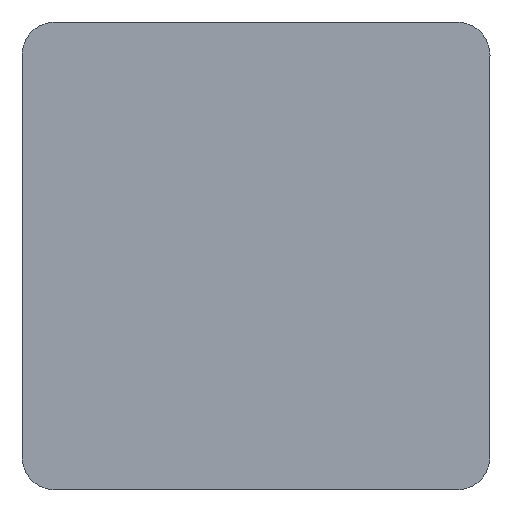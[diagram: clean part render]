
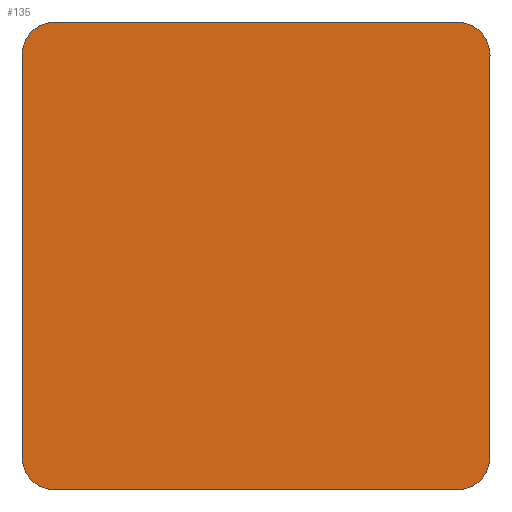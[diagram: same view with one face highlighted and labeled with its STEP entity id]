
A CAD part, top view. The second image highlights one B-rep face of the part: STEP entity #135.
In plain terms, the highlighted planar face has unit normal (0, 0, 1).
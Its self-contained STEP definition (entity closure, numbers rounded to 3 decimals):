
#91=VERTEX_POINT('',#228);
#93=VERTEX_POINT('',#230);
#113=EDGE_CURVE('',#141,#169,#253,.T.);
#119=EDGE_CURVE('',#177,#141,#260,.T.);
#121=EDGE_CURVE('',#147,#93,#262,.T.);
#129=EDGE_CURVE('',#93,#91,#270,.T.);
#135=ADVANCED_FACE('',(#276),#277,.T.);
#141=VERTEX_POINT('',#284);
#143=VERTEX_POINT('',#286);
#147=VERTEX_POINT('',#290);
#153=EDGE_CURVE('',#91,#177,#296,.T.);
#159=VERTEX_POINT('',#303);
#169=VERTEX_POINT('',#314);
#173=EDGE_CURVE('',#143,#159,#318,.T.);
#177=VERTEX_POINT('',#322);
#185=EDGE_CURVE('',#159,#147,#330,.T.);
#189=EDGE_CURVE('',#169,#143,#334,.T.);
#228=CARTESIAN_POINT('',(0.0,0.5,0.0));
#230=CARTESIAN_POINT('',(0.,6.5,0.0));
#253=CIRCLE('',#404,0.5);
#260=LINE('',#412,#413);
#262=CIRCLE('',#416,0.5);
#270=LINE('',#431,#432);
#276=FACE_OUTER_BOUND('',#442,.T.);
#277=PLANE('',#443);
#284=CARTESIAN_POINT('',(6.5,0.0,0.0));
#286=CARTESIAN_POINT('',(7.0,6.5,0.0));
#290=CARTESIAN_POINT('',(0.5,7.0,0.0));
#296=CIRCLE('',#468,0.5);
#303=CARTESIAN_POINT('',(6.5,7.,0.0));
#314=CARTESIAN_POINT('',(7.,0.5,0.0));
#318=CIRCLE('',#495,0.5);
#322=CARTESIAN_POINT('',(0.5,0.0,0.0));
#330=LINE('',#510,#511);
#334=LINE('',#518,#519);
#404=AXIS2_PLACEMENT_3D('',#590,#591,#592);
#412=CARTESIAN_POINT('',(0.5,0.0,0.0));
#413=VECTOR('',#601,1.0);
#416=AXIS2_PLACEMENT_3D('',#602,#603,#604);
#431=CARTESIAN_POINT('',(0.0,6.5,0.0));
#432=VECTOR('',#608,1.0);
#442=EDGE_LOOP('',(#612,#613,#614,#615,#616,#617,#618,#619));
#443=AXIS2_PLACEMENT_3D('',#620,#621,#622);
#468=AXIS2_PLACEMENT_3D('',#634,#635,#636);
#495=AXIS2_PLACEMENT_3D('',#655,#656,#657);
#510=CARTESIAN_POINT('',(6.5,7.0,0.0));
#511=VECTOR('',#659,1.0);
#518=CARTESIAN_POINT('',(7.0,0.5,0.0));
#519=VECTOR('',#661,1.0);
#590=CARTESIAN_POINT('',(6.5,0.5,0.0));
#591=DIRECTION('',(0.0,0.0,1.0));
#592=DIRECTION('',(0.,-1.0,0.0));
#601=DIRECTION('',(1.0,0.0,0.0));
#602=CARTESIAN_POINT('',(0.5,6.5,0.0));
#603=DIRECTION('',(0.0,0.0,1.0));
#604=DIRECTION('',(0.,1.0,0.0));
#608=DIRECTION('',(0.0,-1.0,0.0));
#612=ORIENTED_EDGE('',*,*,#119,.T.);
#613=ORIENTED_EDGE('',*,*,#113,.T.);
#614=ORIENTED_EDGE('',*,*,#189,.T.);
#615=ORIENTED_EDGE('',*,*,#173,.T.);
#616=ORIENTED_EDGE('',*,*,#185,.T.);
#617=ORIENTED_EDGE('',*,*,#121,.T.);
#618=ORIENTED_EDGE('',*,*,#129,.T.);
#619=ORIENTED_EDGE('',*,*,#153,.T.);
#620=CARTESIAN_POINT('',(3.5,3.5,0.0));
#621=DIRECTION('',(0.0,0.0,1.0));
#622=DIRECTION('',(1.0,0.0,0.0));
#634=CARTESIAN_POINT('',(0.5,0.5,0.0));
#635=DIRECTION('',(0.0,0.0,1.0));
#636=DIRECTION('',(-1.0,0.,0.0));
#655=CARTESIAN_POINT('',(6.5,6.5,0.0));
#656=DIRECTION('',(0.0,-0.0,1.0));
#657=DIRECTION('',(1.0,0.,0.0));
#659=DIRECTION('',(-1.0,0.0,0.0));
#661=DIRECTION('',(0.0,1.0,0.0));
